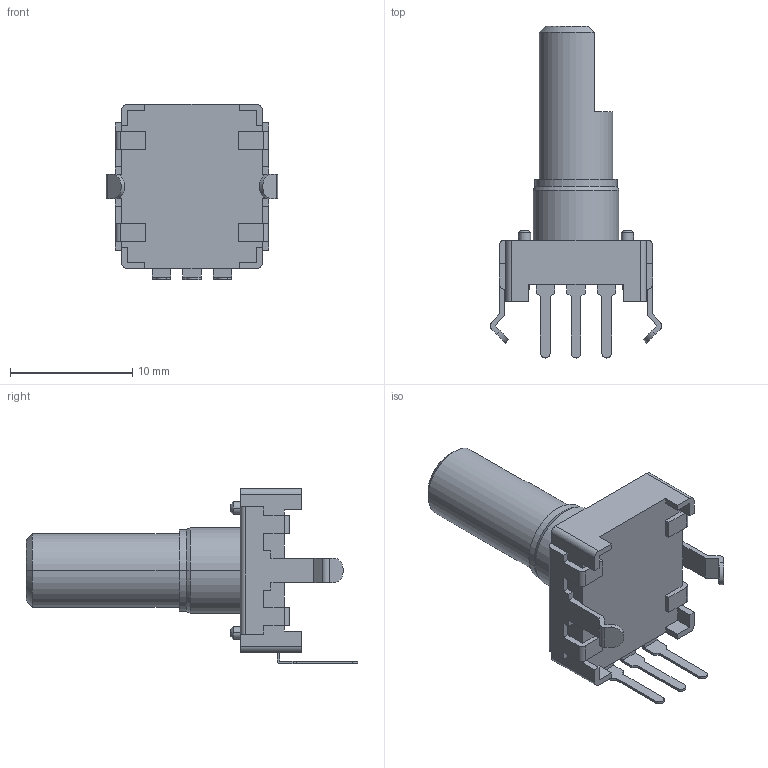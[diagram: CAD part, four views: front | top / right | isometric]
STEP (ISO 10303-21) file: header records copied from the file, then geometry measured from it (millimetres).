
FILE_DESCRIPTION((''),'2;1');
FILE_NAME('PEC12R-4222F-N0024','2017-07-10T',('RICKB'),('Bourns, Inc.'),'CREO PARAMETRIC BY PTC INC, 2016130','CREO PARAMETRIC BY PTC INC, 2016130','');
FILE_SCHEMA(('CONFIG_CONTROL_DESIGN'));
Length unit declared in the file: millimetre
Products named in the file (1): PEC12R-4222F-N0024
Bounding box: 14 x 27.1 x 14.3 mm (x, y, z)
Volume: 1114 mm3; surface area: 1004.7 mm2
Topology: 1 solids, 1 shells, 169 faces, 463 edges, 305 vertices
Faces by surface type: plane 123, cylinder 34, cone 12
Entity records: 5357 total; most frequent: CARTESIAN_POINT 947, ORIENTED_EDGE 926, DIRECTION 883, EDGE_CURVE 463, VECTOR 377, LINE 377, VERTEX_POINT 305, AXIS2_PLACEMENT_3D 253
